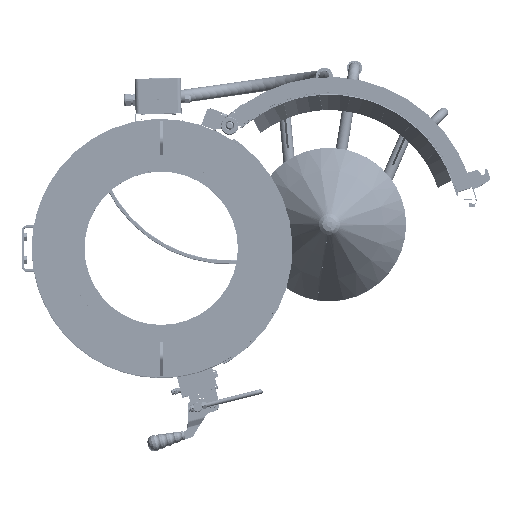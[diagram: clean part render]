
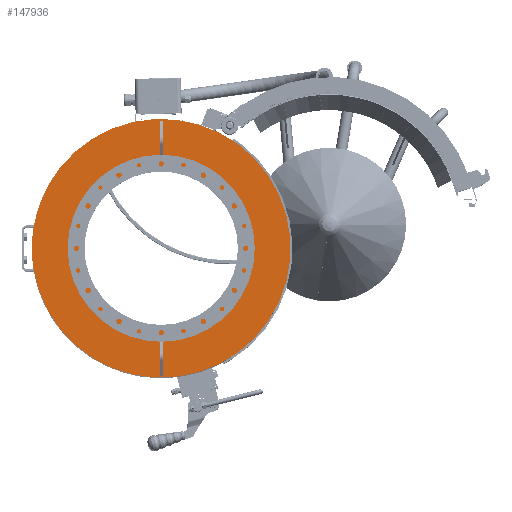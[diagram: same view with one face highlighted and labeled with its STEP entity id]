
A CAD part, top view. The second image highlights one B-rep face of the part: STEP entity #147936.
In plain terms, the highlighted planar face has unit normal (0, 0, 1).
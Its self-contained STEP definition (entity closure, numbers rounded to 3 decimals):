
#15771=LINE($,#275615,#28552);
#15772=LINE($,#275617,#28553);
#15773=LINE($,#275619,#28554);
#15774=LINE($,#275620,#28555);
#15775=LINE($,#275623,#28556);
#15776=LINE($,#275625,#28557);
#15777=LINE($,#275627,#28558);
#15778=LINE($,#275628,#28559);
#28552=VECTOR($,#184810,100.);
#28553=VECTOR($,#184811,8.);
#28554=VECTOR($,#184812,100.);
#28555=VECTOR($,#184813,8.);
#28556=VECTOR($,#184814,100.);
#28557=VECTOR($,#184815,8.);
#28558=VECTOR($,#184816,100.);
#28559=VECTOR($,#184817,8.);
#35590=PLANE($,#156716);
#38797=FACE_BOUND($,#54674,.T.);
#38798=FACE_BOUND($,#54675,.T.);
#38799=FACE_BOUND($,#54676,.T.);
#45554=FACE_OUTER_BOUND($,#54673,.T.);
#54673=EDGE_LOOP($,(#125981,#125982));
#54674=EDGE_LOOP($,(#125983,#125984,#125985,#125986));
#54675=EDGE_LOOP($,(#125987,#125988,#125989,#125990));
#54676=EDGE_LOOP($,(#125991,#125992));
#58499=CIRCLE($,#156674,337.5);
#58500=CIRCLE($,#156675,337.5);
#58523=CIRCLE($,#156705,203.);
#58532=CIRCLE($,#156717,203.);
#70564=VERTEX_POINT($,#275431);
#70565=VERTEX_POINT($,#275432);
#70633=VERTEX_POINT($,#275577);
#70634=VERTEX_POINT($,#275579);
#70649=VERTEX_POINT($,#275613);
#70650=VERTEX_POINT($,#275614);
#70651=VERTEX_POINT($,#275616);
#70652=VERTEX_POINT($,#275618);
#70653=VERTEX_POINT($,#275621);
#70654=VERTEX_POINT($,#275622);
#70655=VERTEX_POINT($,#275624);
#70656=VERTEX_POINT($,#275626);
#89297=EDGE_CURVE($,#70564,#70565,#58499,.T.);
#89298=EDGE_CURVE($,#70565,#70564,#58500,.T.);
#89368=EDGE_CURVE($,#70634,#70633,#58523,.T.);
#89384=EDGE_CURVE($,#70649,#70650,#15771,.T.);
#89385=EDGE_CURVE($,#70650,#70651,#15772,.T.);
#89386=EDGE_CURVE($,#70651,#70652,#15773,.T.);
#89387=EDGE_CURVE($,#70652,#70649,#15774,.T.);
#89388=EDGE_CURVE($,#70653,#70654,#15775,.T.);
#89389=EDGE_CURVE($,#70654,#70655,#15776,.T.);
#89390=EDGE_CURVE($,#70655,#70656,#15777,.T.);
#89391=EDGE_CURVE($,#70656,#70653,#15778,.T.);
#89392=EDGE_CURVE($,#70634,#70633,#58532,.T.);
#125981=ORIENTED_EDGE($,*,*,#89298,.T.);
#125982=ORIENTED_EDGE($,*,*,#89297,.T.);
#125983=ORIENTED_EDGE($,*,*,#89384,.T.);
#125984=ORIENTED_EDGE($,*,*,#89385,.T.);
#125985=ORIENTED_EDGE($,*,*,#89386,.T.);
#125986=ORIENTED_EDGE($,*,*,#89387,.T.);
#125987=ORIENTED_EDGE($,*,*,#89388,.T.);
#125988=ORIENTED_EDGE($,*,*,#89389,.T.);
#125989=ORIENTED_EDGE($,*,*,#89390,.T.);
#125990=ORIENTED_EDGE($,*,*,#89391,.T.);
#125991=ORIENTED_EDGE($,*,*,#89392,.F.);
#125992=ORIENTED_EDGE($,*,*,#89368,.T.);
#147936=ADVANCED_FACE($,(#45554,#38797,#38798,#38799),#35590,.T.);
#156674=AXIS2_PLACEMENT_3D($,#275433,#184670,#184671);
#156675=AXIS2_PLACEMENT_3D($,#275434,#184672,#184673);
#156705=AXIS2_PLACEMENT_3D($,#275580,#184779,#184780);
#156716=AXIS2_PLACEMENT_3D($,#275612,#184808,#184809);
#156717=AXIS2_PLACEMENT_3D($,#275629,#184818,#184819);
#184670=DIRECTION('center_axis',(0.,0.,
1.));
#184671=DIRECTION('ref_axis',(0.,1.,0.));
#184672=DIRECTION('center_axis',(0.,0.,
1.));
#184673=DIRECTION('ref_axis',(0.,1.,0.));
#184779=DIRECTION('center_axis',(0.,0.,
-1.));
#184780=DIRECTION('ref_axis',(0.,1.,0.));
#184808=DIRECTION('center_axis',(0.,0.,
1.));
#184809=DIRECTION('ref_axis',(-1.,0.,0.));
#184810=DIRECTION($,(0.,-1.,0.));
#184811=DIRECTION($,(-1.,0.,0.));
#184812=DIRECTION($,(0.,1.,0.));
#184813=DIRECTION($,(1.,0.,0.));
#184814=DIRECTION($,(0.,-1.,0.));
#184815=DIRECTION($,(-1.,0.,0.));
#184816=DIRECTION($,(0.,1.,0.));
#184817=DIRECTION($,(1.,0.,0.));
#184818=DIRECTION('center_axis',(0.,0.,
1.));
#184819=DIRECTION('ref_axis',(0.,1.,0.));
#275431=CARTESIAN_POINT('',(-332.988,55.,398.));
#275432=CARTESIAN_POINT('',(-332.988,-55.,398.));
#275433=CARTESIAN_POINT('Origin',(0.,0.,
398.));
#275434=CARTESIAN_POINT('Origin',(0.,0.,
398.));
#275577=CARTESIAN_POINT('',(-203.,0.05,398.));
#275579=CARTESIAN_POINT('',(-203.,-0.05,398.));
#275580=CARTESIAN_POINT('Origin',(0.,0.,
398.));
#275612=CARTESIAN_POINT('Origin',(0.,335.5,398.));
#275613=CARTESIAN_POINT('',(4.,332.166,398.));
#275614=CARTESIAN_POINT('',(4.,232.166,398.));
#275615=CARTESIAN_POINT($,(4.,332.166,398.));
#275616=CARTESIAN_POINT('',(-4.,232.166,398.));
#275617=CARTESIAN_POINT($,(4.,232.166,398.));
#275618=CARTESIAN_POINT('',(-4.,332.166,398.));
#275619=CARTESIAN_POINT($,(-4.,232.166,398.));
#275620=CARTESIAN_POINT($,(-4.,332.166,398.));
#275621=CARTESIAN_POINT('',(4.,-232.166,398.));
#275622=CARTESIAN_POINT('',(4.,-332.166,398.));
#275623=CARTESIAN_POINT($,(4.,-232.166,398.));
#275624=CARTESIAN_POINT('',(-4.,-332.166,398.));
#275625=CARTESIAN_POINT($,(4.,-332.166,398.));
#275626=CARTESIAN_POINT('',(-4.,-232.166,398.));
#275627=CARTESIAN_POINT($,(-4.,-332.166,398.));
#275628=CARTESIAN_POINT($,(-4.,-232.166,398.));
#275629=CARTESIAN_POINT('Origin',(0.,0.,
398.));
